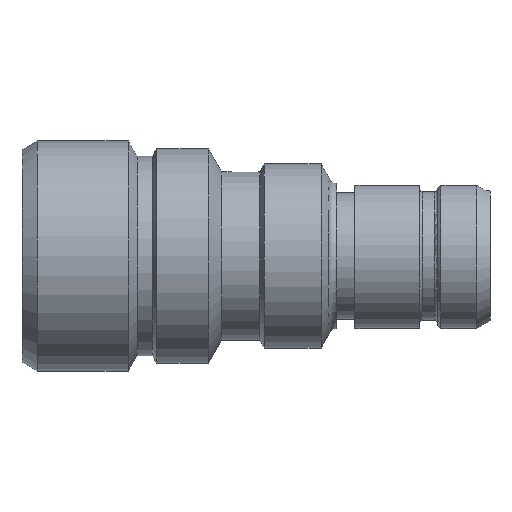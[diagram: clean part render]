
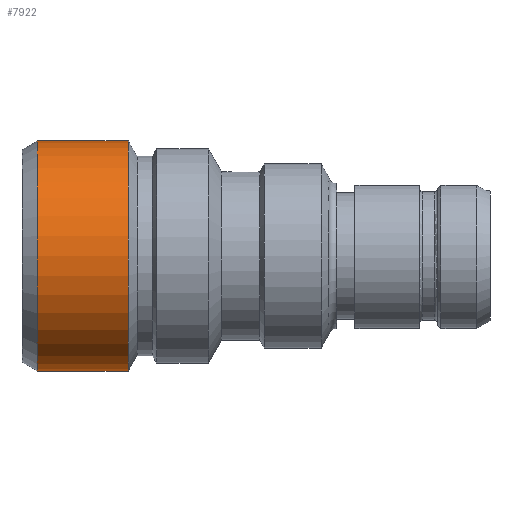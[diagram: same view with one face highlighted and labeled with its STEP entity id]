
A CAD part, top view. The second image highlights one B-rep face of the part: STEP entity #7922.
In plain terms, the highlighted cylindrical face has radius 7.5 mm (diameter 15 mm), a partial arc.
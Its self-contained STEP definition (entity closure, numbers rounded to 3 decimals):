
#283=CARTESIAN_POINT('',(1.,0.,0.));
#284=DIRECTION('',(1.,0.,0.));
#285=DIRECTION('',(0.,1.,0.));
#286=AXIS2_PLACEMENT_3D('',#283,#284,#285);
#288=CARTESIAN_POINT('',(6.923,0.,0.));
#289=DIRECTION('',(1.,0.,0.));
#290=DIRECTION('',(0.,1.,0.));
#291=AXIS2_PLACEMENT_3D('',#288,#289,#290);
#293=DIRECTION('',(-1.,0.,0.));
#294=VECTOR('',#293,5.923);
#295=CARTESIAN_POINT('',(6.923,7.5,0.));
#296=LINE('757',#295,#294);
#297=DIRECTION('',(-1.,0.,0.));
#298=VECTOR('',#297,5.923);
#299=CARTESIAN_POINT('',(6.923,-7.5,0.));
#300=LINE('772',#299,#298);
#6230=CARTESIAN_POINT('',(6.923,7.5,0.));
#6231=VERTEX_POINT('',#6230);
#6232=CARTESIAN_POINT('',(1.,7.5,0.));
#6233=VERTEX_POINT('',#6232);
#6268=CARTESIAN_POINT('',(6.923,-7.5,0.));
#6269=VERTEX_POINT('',#6268);
#6270=CARTESIAN_POINT('',(1.,-7.5,0.));
#6271=VERTEX_POINT('',#6270);
#7908=CARTESIAN_POINT('',(-1.525,0.,0.));
#7909=DIRECTION('',(1.,0.,0.));
#7910=DIRECTION('',(0.,-1.,0.));
#7911=AXIS2_PLACEMENT_3D('',#7908,#7909,#7910);
#7912=CYLINDRICAL_SURFACE('277',#7911,7.5);
#7914=ORIENTED_EDGE('757',*,*,#7913,.F.);
#7916=ORIENTED_EDGE('791',*,*,#7915,.T.);
#7918=ORIENTED_EDGE('772',*,*,#7917,.T.);
#7919=ORIENTED_EDGE('792',*,*,#7894,.F.);
#7920=EDGE_LOOP('277',(#7914,#7916,#7918,#7919));
#7921=FACE_OUTER_BOUND('277',#7920,.F.);
#287=CIRCLE('792',#286,7.5);
#292=CIRCLE('791',#291,7.5);
#7894=EDGE_CURVE('792',#6233,#6271,#287,.T.);
#7913=EDGE_CURVE('757',#6231,#6233,#296,.T.);
#7915=EDGE_CURVE('791',#6231,#6269,#292,.T.);
#7917=EDGE_CURVE('772',#6269,#6271,#300,.T.);
#7922=ADVANCED_FACE('277',(#7921),#7912,.T.);
